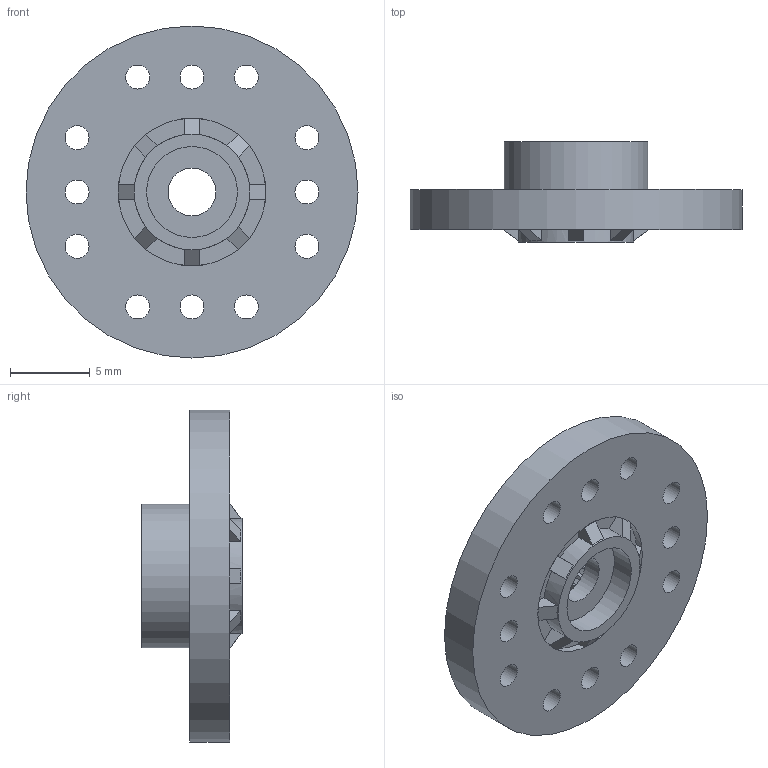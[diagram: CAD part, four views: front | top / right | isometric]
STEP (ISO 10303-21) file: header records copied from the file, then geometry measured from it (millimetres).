
FILE_DESCRIPTION(/* description */ ('STEP AP214'),/* implementation_level */ '2;1');
FILE_NAME(/* name */ '67f71b11b2acff2e7002bfaa',/* time_stamp */ '2025-04-10T01:12:50Z',/* author */ (''),/* organization */ (''),/* preprocessor_version */ 'ST-DEVELOPER v20',/* originating_system */ 'ONSHAPE BY PTC INC, 1.196',/* authorisation */ ' ');
FILE_SCHEMA (('AUTOMOTIVE_DESIGN {1 0 10303 214 3 1 1}'));
Length unit declared in the file: metre
Products named in the file (1): MG996R_Connector
Bounding box: 20.8 x 6.3 x 20.8 mm (x, y, z)
Volume: 871.2 mm3; surface area: 1199 mm2
Topology: 1 solids, 1 shells, 131 faces, 375 edges, 250 vertices
Faces by surface type: plane 88, cylinder 43
Full cylindrical faces by diameter (mm): 1.5 x12, 3 x1, 5.7 x1, 7.25 x1, 9 x1, 9.25 x1, 20.8 x1
Entity records: 4279 total; most frequent: DIRECTION 735, CARTESIAN_POINT 735, ORIENTED_EDGE 710, EDGE_CURVE 355, VERTEX_POINT 248, AXIS2_PLACEMENT_3D 248, LINE 239, VECTOR 239
